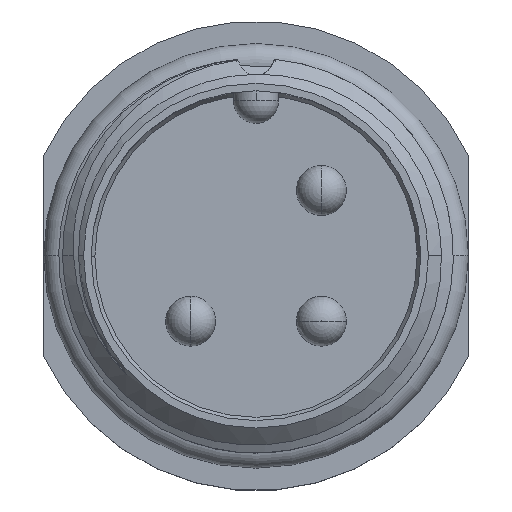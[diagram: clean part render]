
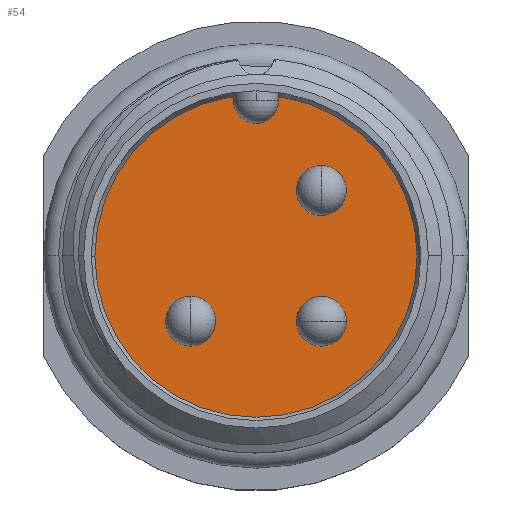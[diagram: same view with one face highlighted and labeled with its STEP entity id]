
A CAD part, top view. The second image highlights one B-rep face of the part: STEP entity #54.
In plain terms, the highlighted planar face has unit normal (0, 0, 1).
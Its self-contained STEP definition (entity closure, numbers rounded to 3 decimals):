
#54 = ADVANCED_FACE ( 'NONE', ( #9895 ), #6130, .T. ) ;
#308 = AXIS2_PLACEMENT_3D ( 'NONE', #6136, #6125, #6124 ) ;
#888 = EDGE_CURVE ( 'NONE', #8444, #8148, #5185, .T. ) ;
#891 = EDGE_CURVE ( 'NONE', #8148, #8444, #5053, .T. ) ;
#1198 = AXIS2_PLACEMENT_3D ( 'NONE', #4383, #4382, #4381 ) ;
#1200 = AXIS2_PLACEMENT_3D ( 'NONE', #4373, #4372, #4371 ) ;
#4371 = DIRECTION ( 'NONE',  ( 1., 0., 0. ) ) ;
#4372 = DIRECTION ( 'NONE',  ( 0., 0., 1. ) ) ;
#4373 = CARTESIAN_POINT ( 'NONE',  ( 0., 0., 0. ) ) ;
#4381 = DIRECTION ( 'NONE',  ( 1., 0., 0. ) ) ;
#4382 = DIRECTION ( 'NONE',  ( 0., 0., 1. ) ) ;
#4383 = CARTESIAN_POINT ( 'NONE',  ( 0., 0., 0. ) ) ;
#4895 = ORIENTED_EDGE ( 'NONE', *, *, #888, .T. ) ;
#4955 = ORIENTED_EDGE ( 'NONE', *, *, #891, .T. ) ;
#5053 = CIRCLE ( 'NONE', #1200, 6.45 ) ;
#5185 = CIRCLE ( 'NONE', #1198, 6.45 ) ;
#6124 = DIRECTION ( 'NONE',  ( 1., 0., 0. ) ) ;
#6125 = DIRECTION ( 'NONE',  ( 0., 0., 1. ) ) ;
#6130 = PLANE ( 'NONE',  #308 ) ;
#6136 = CARTESIAN_POINT ( 'NONE',  ( 0., 0., 0. ) ) ;
#8148 = VERTEX_POINT ( 'NONE', #9157 ) ;
#8444 = VERTEX_POINT ( 'NONE', #9246 ) ;
#9157 = CARTESIAN_POINT ( 'NONE',  ( -6.45, 0., 0. ) ) ;
#9246 = CARTESIAN_POINT ( 'NONE',  ( 6.45, 0., 0. ) ) ;
#9895 = FACE_OUTER_BOUND ( 'NONE', #11091, .T. ) ;
#11091 = EDGE_LOOP ( 'NONE', ( #4895, #4955 ) ) ;
